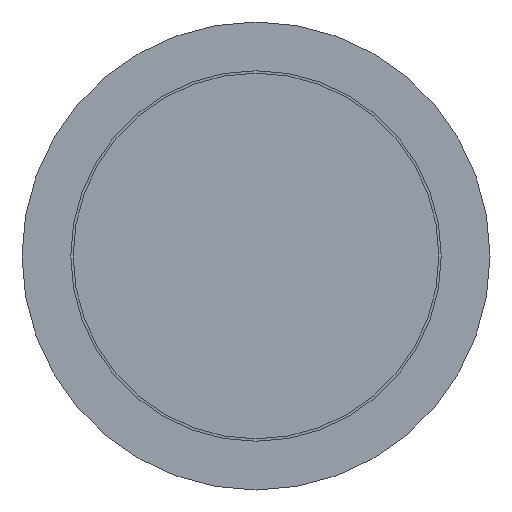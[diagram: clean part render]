
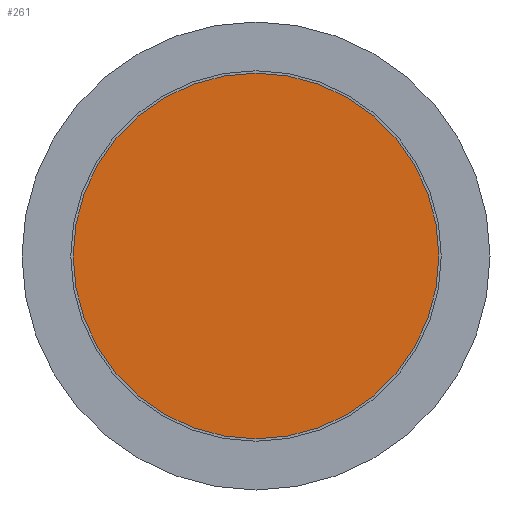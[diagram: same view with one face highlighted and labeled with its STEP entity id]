
A CAD part, front view. The second image highlights one B-rep face of the part: STEP entity #261.
In plain terms, the highlighted planar face has unit normal (0, -1, 0).
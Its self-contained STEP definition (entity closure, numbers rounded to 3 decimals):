
#62 = DIRECTION ( 'NONE',  ( 0., 1., 0. ) ) ;
#66 = VERTEX_POINT ( 'NONE', #109 ) ;
#109 = CARTESIAN_POINT ( 'NONE',  ( 0., 0., -18.75 ) ) ;
#136 = AXIS2_PLACEMENT_3D ( 'NONE', #503, #62, #426 ) ;
#167 = DIRECTION ( 'NONE',  ( 0., -1., 0. ) ) ;
#204 = AXIS2_PLACEMENT_3D ( 'NONE', #217, #167, #292 ) ;
#212 = EDGE_LOOP ( 'NONE', ( #436 ) ) ;
#217 = CARTESIAN_POINT ( 'NONE',  ( 0., 0., 0. ) ) ;
#235 = EDGE_CURVE ( 'NONE', #66, #66, #273, .T. ) ;
#256 = PLANE ( 'NONE',  #136 ) ;
#261 = ADVANCED_FACE ( 'NONE', ( #541 ), #256, .F. ) ;
#273 = CIRCLE ( 'NONE', #204, 18.75 ) ;
#292 = DIRECTION ( 'NONE',  ( 0., 0., -1. ) ) ;
#426 = DIRECTION ( 'NONE',  ( 0., 0., 1. ) ) ;
#436 = ORIENTED_EDGE ( 'NONE', *, *, #235, .T. ) ;
#503 = CARTESIAN_POINT ( 'NONE',  ( -18.75, 0., 0. ) ) ;
#541 = FACE_OUTER_BOUND ( 'NONE', #212, .T. ) ;
